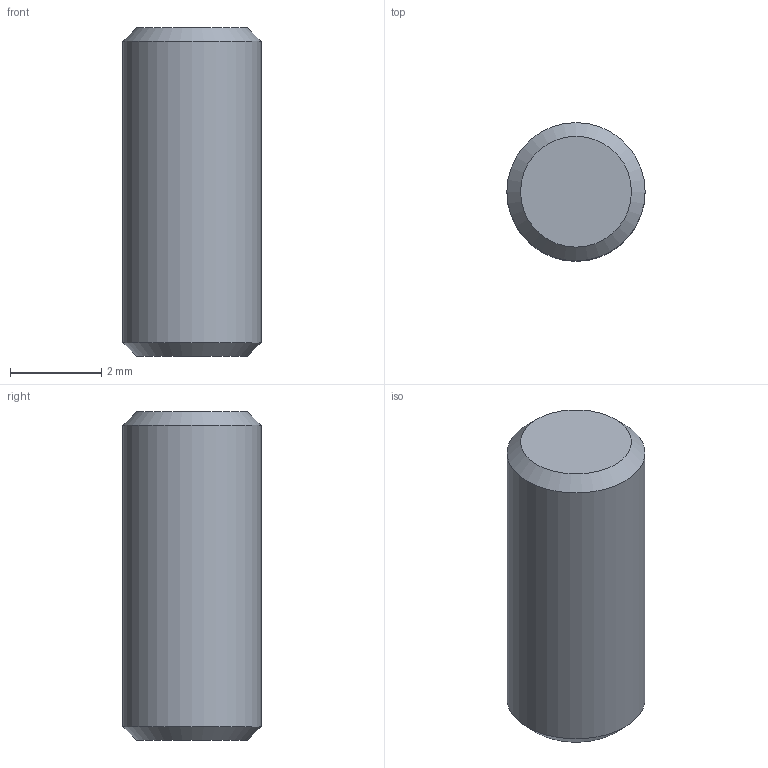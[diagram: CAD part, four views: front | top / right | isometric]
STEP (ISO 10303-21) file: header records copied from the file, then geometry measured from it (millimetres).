
FILE_DESCRIPTION(/* description */ ('This documentation describes Open Hardware and is licensed under the CERN OHL v. 1.2. You may redistribute and modify this documentation under the terms of the CERN OHL v.1.2. (http://ohwr.org/cernohl). This documentation is distributed WITHOUT ANY EXPRE','CAx-IF Rec.Pracs.---Representation and Presentation of Product Manufacturing Information (PMI)---4.0---2014-10-13'),/* implementation_level */ '2;1');
FILE_NAME(/* name */ 'MTBE-006.stp',/* time_stamp */ '2019-10-08T04:21:43-04:00',/* author */ (' '),/* organization */ ('PloopyCo'),/* preprocessor_version */ 'ST-DEVELOPER v18',/* originating_system */ ' ',/* authorisation */ 'Copyright PloopyCo 2019. Licensed under CERN OHL v. 1.2.');
FILE_SCHEMA (('AP242_MANAGED_MODEL_BASED_3D_ENGINEERING_MIM_LF { 1 0 10303 442 1 1 4 }'));
Length unit declared in the file: millimetre
Products named in the file (1): MTBE-006
Bounding box: 3.03 x 3.03 x 7.2 mm (x, y, z)
Volume: 51.1 mm3; surface area: 79.4 mm2
Topology: 1 solids, 1 shells, 5 faces, 7 edges, 4 vertices
Faces by surface type: cone 2, plane 2, cylinder 1
Full cylindrical faces by diameter (mm): 3.03 x1
Entity records: 239 total; most frequent: DIRECTION 49, CARTESIAN_POINT 34, AXIS2_PLACEMENT_3D 23, ORIENTED_EDGE 14, EDGE_CURVE 7, MAPPED_ITEM 5, REPRESENTATION_MAP 5, DRAUGHTING_MODEL 5
